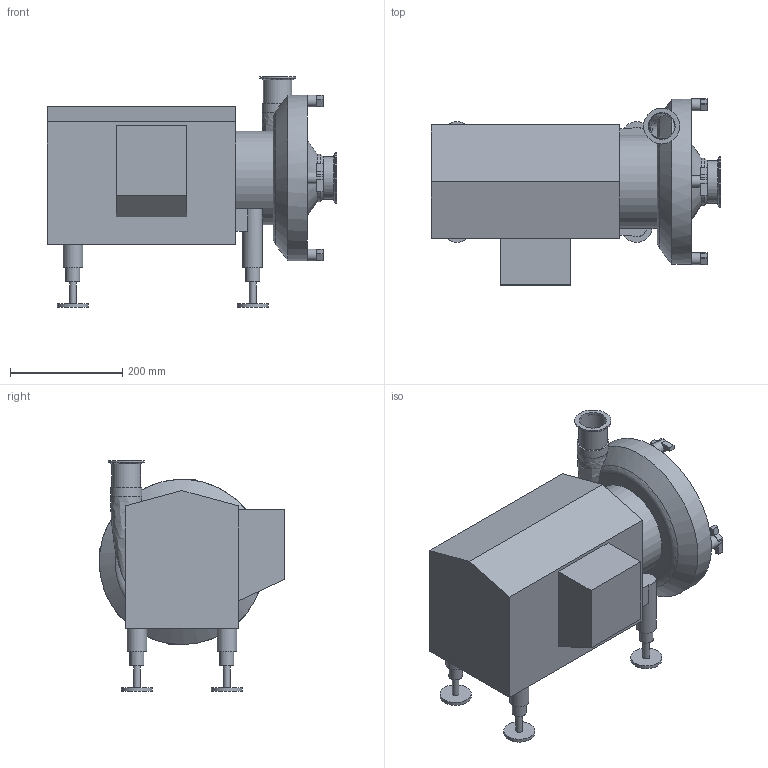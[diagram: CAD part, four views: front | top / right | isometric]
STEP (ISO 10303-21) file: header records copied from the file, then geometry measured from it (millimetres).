
FILE_DESCRIPTION(/* description */ (''),/* implementation_level */ '2;1');
FILE_NAME(/* name */ 'EZM_015-022_30X20_CXC.stp',/* time_stamp */ '2021-08-20T15:11:55+09:00',/* author */ ('m'),/* organization */ (''),/* preprocessor_version */ 'ST-DEVELOPER v18.1',/* originating_system */ 'Autodesk Inventor 2021',/* authorisation */ '');
FILE_SCHEMA (('AUTOMOTIVE_DESIGN { 1 0 10303 214 3 1 1 }'));
Length unit declared in the file: millimetre
Products named in the file (1): EZM_022_30X20-CXC
Bounding box: 515 x 331 x 410 mm (x, y, z)
Volume: 22532488.5 mm3; surface area: 772477.1 mm2
Topology: 1 solids, 5 shells, 162 faces, 368 edges, 237 vertices
Faces by surface type: plane 113, cylinder 35, cone 9, torus 3, bspline 2
Full cylindrical faces by diameter (mm): 10.917 x4, 12 x4, 21 x4, 25 x4, 35 x4, 47.8 x1, 50.8 x1, 55 x4, 55.8 x1, 64 x1, 72.3 x1, 76.3 x1, 84.3 x1, 91 x1, 166 x1, 294 x1
Entity records: 4765 total; most frequent: CARTESIAN_POINT 977, DIRECTION 798, ORIENTED_EDGE 732, EDGE_CURVE 366, AXIS2_PLACEMENT_3D 287, VERTEX_POINT 237, LINE 224, VECTOR 224
